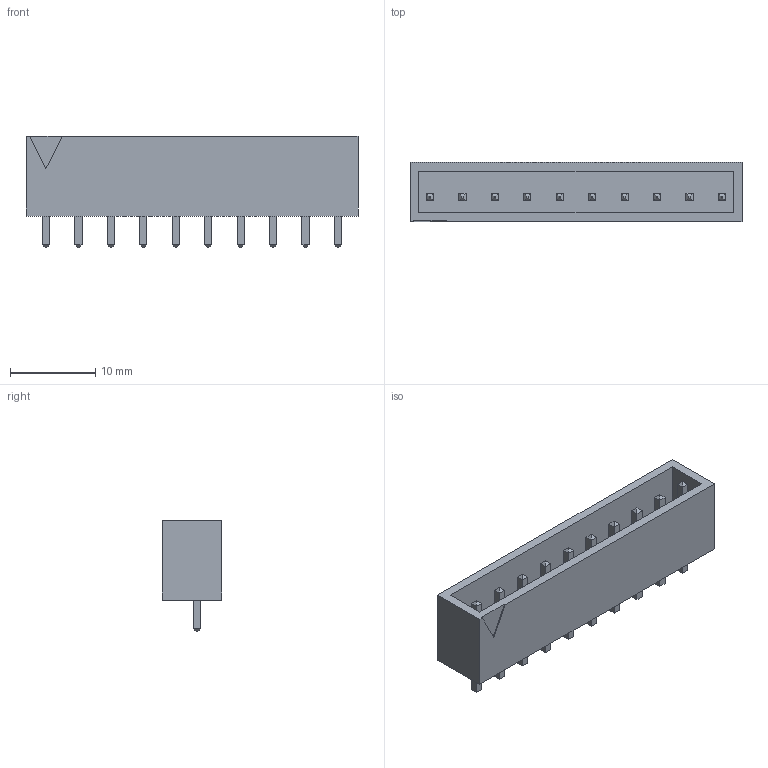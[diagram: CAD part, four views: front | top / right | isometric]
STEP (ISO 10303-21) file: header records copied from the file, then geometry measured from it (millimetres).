
FILE_DESCRIPTION(('FreeCAD Model'),'2;1');
FILE_NAME('2376822.1.1.stp','2020-04-11T01:29:48',( 'Author'),(''),'Open CASCADE STEP processor 6.9','FreeCAD','Unknown' );
FILE_SCHEMA(('AUTOMOTIVE_DESIGN { 1 0 10303 214 1 1 1 1 }'));
Length unit declared in the file: millimetre
Products named in the file (3): ASSEMBLY; Body; LeadsArray
Assembly tree (2 placements, depth 2):
  ASSEMBLY
    Body
    LeadsArray
Bounding box: 38.98 x 7 x 13.05 mm (x, y, z)
Volume: 1543.3 mm3; surface area: 2354.9 mm2
Topology: 11 solids, 11 shells, 154 faces, 313 edges, 182 vertices
Faces by surface type: plane 154
Entity records: 8035 total; most frequent: CARTESIAN_POINT 1278, DIRECTION 1253, LINE 939, VECTOR 939, ORIENTED_EDGE 626, PCURVE 626, DEFINITIONAL_REPRESENTATION 626, EDGE_CURVE 313
